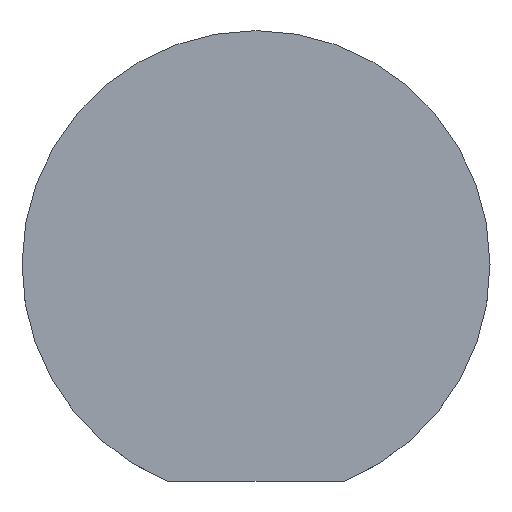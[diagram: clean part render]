
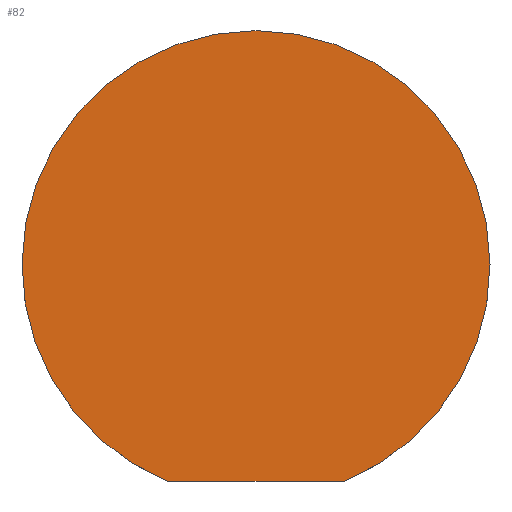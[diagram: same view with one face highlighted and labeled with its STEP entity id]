
A CAD part, top view. The second image highlights one B-rep face of the part: STEP entity #82.
In plain terms, the highlighted planar face has unit normal (0, 0, 1).
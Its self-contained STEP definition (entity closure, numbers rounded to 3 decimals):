
#16 = VECTOR ( 'NONE', #127, 1000. ) ;
#19 = EDGE_CURVE ( 'NONE', #150, #135, #167, .T. ) ;
#23 = ORIENTED_EDGE ( 'NONE', *, *, #157, .F. ) ;
#32 = CARTESIAN_POINT ( 'NONE',  ( 0., 0., 1. ) ) ;
#33 = DIRECTION ( 'NONE',  ( 1., 0., 0. ) ) ;
#42 = DIRECTION ( 'NONE',  ( 0., 0., 1. ) ) ;
#43 = DIRECTION ( 'NONE',  ( 0., 0., 1. ) ) ;
#56 = FACE_OUTER_BOUND ( 'NONE', #165, .T. ) ;
#60 = CARTESIAN_POINT ( 'NONE',  ( 2.398, -5.88, 1. ) ) ;
#69 = DIRECTION ( 'NONE',  ( 1., 0., 0. ) ) ;
#71 = CARTESIAN_POINT ( 'NONE',  ( -6.35, 0., 1. ) ) ;
#74 = AXIS2_PLACEMENT_3D ( 'NONE', #188, #84, #69 ) ;
#82 = ADVANCED_FACE ( 'NONE', ( #56 ), #171, .T. ) ;
#84 = DIRECTION ( 'NONE',  ( 0., 0., 1. ) ) ;
#85 = CIRCLE ( 'NONE', #91, 6.35 ) ;
#91 = AXIS2_PLACEMENT_3D ( 'NONE', #32, #196, #33 ) ;
#99 = VERTEX_POINT ( 'NONE', #71 ) ;
#102 = CARTESIAN_POINT ( 'NONE',  ( 0., 0., 1. ) ) ;
#114 = ORIENTED_EDGE ( 'NONE', *, *, #125, .T. ) ;
#116 = AXIS2_PLACEMENT_3D ( 'NONE', #152, #42, #154 ) ;
#120 = CIRCLE ( 'NONE', #74, 6.35 ) ;
#123 = CARTESIAN_POINT ( 'NONE',  ( -5.887, -5.88, 1. ) ) ;
#125 = EDGE_CURVE ( 'NONE', #135, #99, #120, .T. ) ;
#127 = DIRECTION ( 'NONE',  ( -1., 0., 0. ) ) ;
#135 = VERTEX_POINT ( 'NONE', #207 ) ;
#137 = DIRECTION ( 'NONE',  ( 1., 0., 0. ) ) ;
#138 = EDGE_CURVE ( 'NONE', #99, #163, #85, .T. ) ;
#147 = ORIENTED_EDGE ( 'NONE', *, *, #138, .T. ) ;
#150 = VERTEX_POINT ( 'NONE', #60 ) ;
#152 = CARTESIAN_POINT ( 'NONE',  ( 0., 0., 1. ) ) ;
#154 = DIRECTION ( 'NONE',  ( 1., 0., 0. ) ) ;
#157 = EDGE_CURVE ( 'NONE', #150, #163, #198, .T. ) ;
#163 = VERTEX_POINT ( 'NONE', #195 ) ;
#165 = EDGE_LOOP ( 'NONE', ( #23, #182, #114, #147 ) ) ;
#167 = CIRCLE ( 'NONE', #201, 6.35 ) ;
#171 = PLANE ( 'NONE',  #116 ) ;
#182 = ORIENTED_EDGE ( 'NONE', *, *, #19, .T. ) ;
#188 = CARTESIAN_POINT ( 'NONE',  ( 0., 0., 1. ) ) ;
#195 = CARTESIAN_POINT ( 'NONE',  ( -2.398, -5.88, 1. ) ) ;
#196 = DIRECTION ( 'NONE',  ( 0., 0., 1. ) ) ;
#198 = LINE ( 'NONE', #123, #16 ) ;
#201 = AXIS2_PLACEMENT_3D ( 'NONE', #102, #43, #137 ) ;
#207 = CARTESIAN_POINT ( 'NONE',  ( 6.35, 0., 1. ) ) ;
